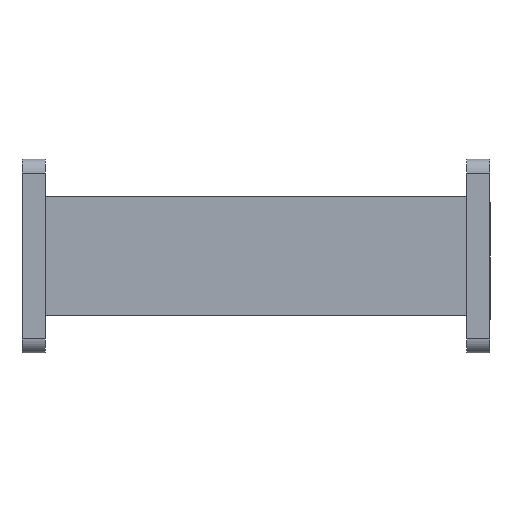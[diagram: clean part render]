
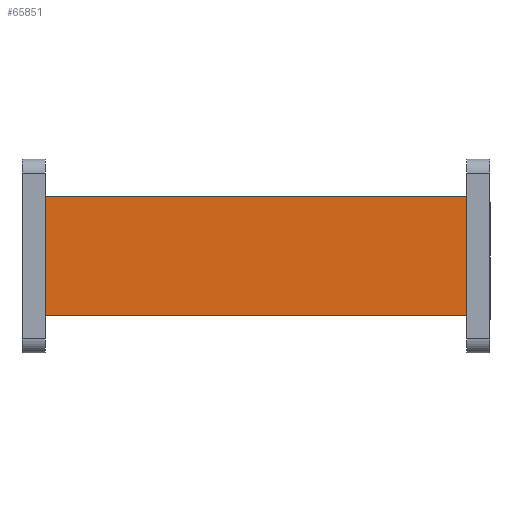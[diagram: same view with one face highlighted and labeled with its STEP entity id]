
A CAD part, front view. The second image highlights one B-rep face of the part: STEP entity #65851.
In plain terms, the highlighted planar face has unit normal (0, -1, 0).
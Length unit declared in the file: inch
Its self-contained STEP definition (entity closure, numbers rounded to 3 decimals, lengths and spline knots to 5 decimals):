
#917 = CARTESIAN_POINT ( 'NONE',  ( -1.77165, -0.25591, 0.5 ) ) ;
#3892 = EDGE_CURVE ( 'NONE', #31693, #59668, #31581, .T. ) ;
#4399 = DIRECTION ( 'NONE',  ( 0., 0., -1. ) ) ;
#5550 = LINE ( 'NONE', #46627, #36917 ) ;
#7821 = DIRECTION ( 'NONE',  ( 1., 0., 0. ) ) ;
#9433 = LINE ( 'NONE', #50494, #21831 ) ;
#10008 = EDGE_LOOP ( 'NONE', ( #10736, #21072, #37492, #33954 ) ) ;
#10241 = DIRECTION ( 'NONE',  ( 0., 0., -1. ) ) ;
#10736 = ORIENTED_EDGE ( 'NONE', *, *, #3892, .T. ) ;
#13144 = CARTESIAN_POINT ( 'NONE',  ( 1.77165, -0.25591, 0.5 ) ) ;
#18132 = CARTESIAN_POINT ( 'NONE',  ( -1.77165, -0.25591, 0.5 ) ) ;
#18531 = LINE ( 'NONE', #34390, #46580 ) ;
#20087 = CARTESIAN_POINT ( 'NONE',  ( -1.77165, -0.25591, -0.5 ) ) ;
#20875 = AXIS2_PLACEMENT_3D ( 'NONE', #917, #55785, #30199 ) ;
#21072 = ORIENTED_EDGE ( 'NONE', *, *, #45405, .F. ) ;
#21831 = VECTOR ( 'NONE', #4399, 39.37008 ) ;
#26668 = CARTESIAN_POINT ( 'NONE',  ( 1.77165, -0.25591, -0.5 ) ) ;
#29498 = CARTESIAN_POINT ( 'NONE',  ( -1.77165, -0.25591, -0.5 ) ) ;
#30199 = DIRECTION ( 'NONE',  ( 0., 0., 1. ) ) ;
#31581 = LINE ( 'NONE', #20087, #49606 ) ;
#31693 = VERTEX_POINT ( 'NONE', #29498 ) ;
#33954 = ORIENTED_EDGE ( 'NONE', *, *, #43917, .T. ) ;
#34390 = CARTESIAN_POINT ( 'NONE',  ( -1.77165, -0.25591, 0.5 ) ) ;
#36917 = VECTOR ( 'NONE', #10241, 39.37008 ) ;
#37492 = ORIENTED_EDGE ( 'NONE', *, *, #47604, .F. ) ;
#41978 = DIRECTION ( 'NONE',  ( 1., 0., 0. ) ) ;
#43917 = EDGE_CURVE ( 'NONE', #57132, #31693, #5550, .T. ) ;
#45405 = EDGE_CURVE ( 'NONE', #51337, #59668, #9433, .T. ) ;
#46580 = VECTOR ( 'NONE', #7821, 39.37008 ) ;
#46627 = CARTESIAN_POINT ( 'NONE',  ( -1.77165, -0.25591, 0.5 ) ) ;
#47032 = PLANE ( 'NONE',  #20875 ) ;
#47604 = EDGE_CURVE ( 'NONE', #57132, #51337, #18531, .T. ) ;
#49606 = VECTOR ( 'NONE', #41978, 39.37008 ) ;
#50494 = CARTESIAN_POINT ( 'NONE',  ( 1.77165, -0.25591, 0.5 ) ) ;
#51337 = VERTEX_POINT ( 'NONE', #13144 ) ;
#55785 = DIRECTION ( 'NONE',  ( 0., 1., 0. ) ) ;
#57132 = VERTEX_POINT ( 'NONE', #18132 ) ;
#59668 = VERTEX_POINT ( 'NONE', #26668 ) ;
#62151 = FACE_OUTER_BOUND ( 'NONE', #10008, .T. ) ;
#65851 = ADVANCED_FACE ( 'NONE', ( #62151 ), #47032, .F. ) ;
